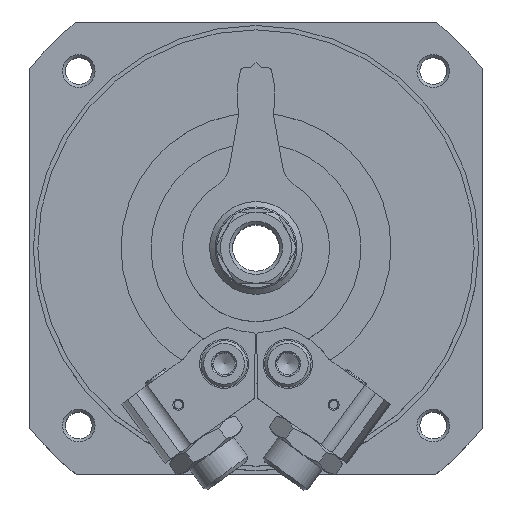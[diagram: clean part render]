
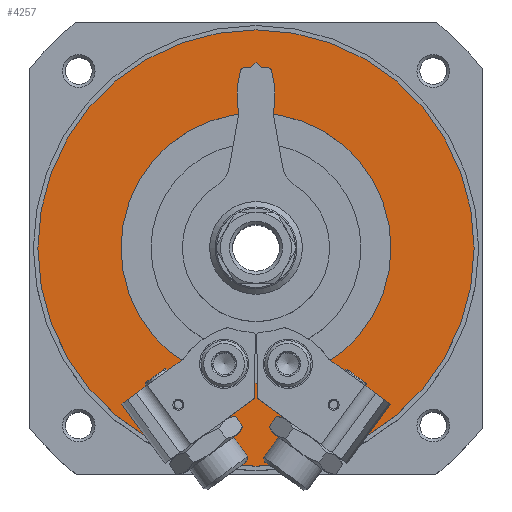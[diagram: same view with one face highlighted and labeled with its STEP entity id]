
A CAD part, top view. The second image highlights one B-rep face of the part: STEP entity #4257.
In plain terms, the highlighted face is planar.
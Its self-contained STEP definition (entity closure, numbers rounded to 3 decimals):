
#200=PLANE('',#4704);
#842=ORIENTED_EDGE('',*,*,#1900,.F.);
#843=ORIENTED_EDGE('',*,*,#1901,.T.);
#1900=EDGE_CURVE('',#2439,#2439,#2851,.T.);
#1901=EDGE_CURVE('',#2440,#2440,#2852,.T.);
#2439=VERTEX_POINT('',#6867);
#2440=VERTEX_POINT('',#6869);
#2851=CIRCLE('',#4705,40.);
#2852=CIRCLE('',#4706,24.75);
#3168=EDGE_LOOP('',(#842));
#3169=EDGE_LOOP('',(#843));
#3671=FACE_BOUND('',#3168,.T.);
#3672=FACE_BOUND('',#3169,.T.);
#4257=ADVANCED_FACE('',(#3671,#3672),#200,.F.);
#4704=AXIS2_PLACEMENT_3D('',#6865,#5404,#5405);
#4705=AXIS2_PLACEMENT_3D('',#6866,#5406,#5407);
#4706=AXIS2_PLACEMENT_3D('',#6868,#5408,#5409);
#5404=DIRECTION('',(1.,0.,0.));
#5405=DIRECTION('',(0.,0.,-1.));
#5406=DIRECTION('',(1.,0.,0.));
#5407=DIRECTION('',(0.,0.,-1.));
#5408=DIRECTION('',(1.,0.,0.));
#5409=DIRECTION('',(0.,0.,-1.));
#6865=CARTESIAN_POINT('',(-44.5,0.,0.));
#6866=CARTESIAN_POINT('',(-44.5,0.,0.));
#6867=CARTESIAN_POINT('',(-44.5,0.,-40.));
#6868=CARTESIAN_POINT('',(-44.5,0.,0.));
#6869=CARTESIAN_POINT('',(-44.5,0.,-24.75));
